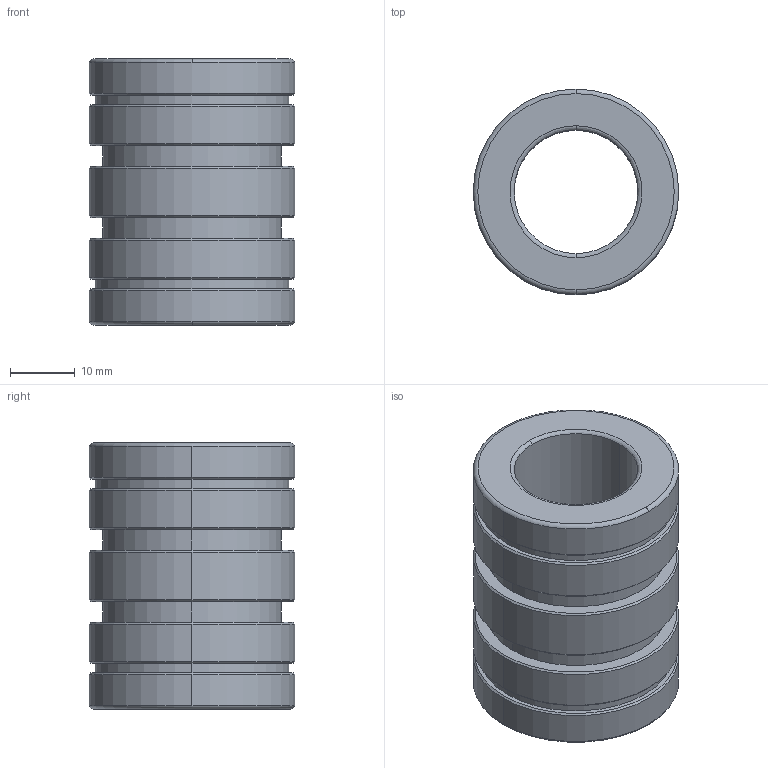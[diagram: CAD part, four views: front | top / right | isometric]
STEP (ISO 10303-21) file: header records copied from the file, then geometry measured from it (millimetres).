
FILE_DESCRIPTION (( 'STEP AP214' ), '1' );
FILE_NAME ('PlainBearing_B91725B61A.step', '2022-12-31T16:16:11', ( '' ), ( '' ), 'SwSTEP 2.0', 'SolidWorks 2019', '' );
FILE_SCHEMA (( 'AUTOMOTIVE_DESIGN' ));
Length unit declared in the file: inch
Products named in the file (3): iVQNjVfspW_CADModel_0; PlainBearing_B91725B61A
Assembly tree (1 placements, depth 2):
  PlainBearing_B91725B61A
    iVQNjVfspW_CADModel_0
  iVQNjVfspW_CADModel_0
Bounding box: 31.73 x 31.73 x 41.08 mm (x, y, z)
Volume: 19195.3 mm3; surface area: 13640 mm2
Topology: 2 solids, 2 shells, 58 faces, 128 edges, 80 vertices
Faces by surface type: cylinder 24, cone 16, plane 10, torus 8
Entity records: 2494 total; most frequent: DIRECTION 342, CARTESIAN_POINT 271, ORIENTED_EDGE 256, AXIS2_PLACEMENT_3D 151, EDGE_CURVE 128, CIRCLE 88, VERTEX_POINT 80, EDGE_LOOP 68
